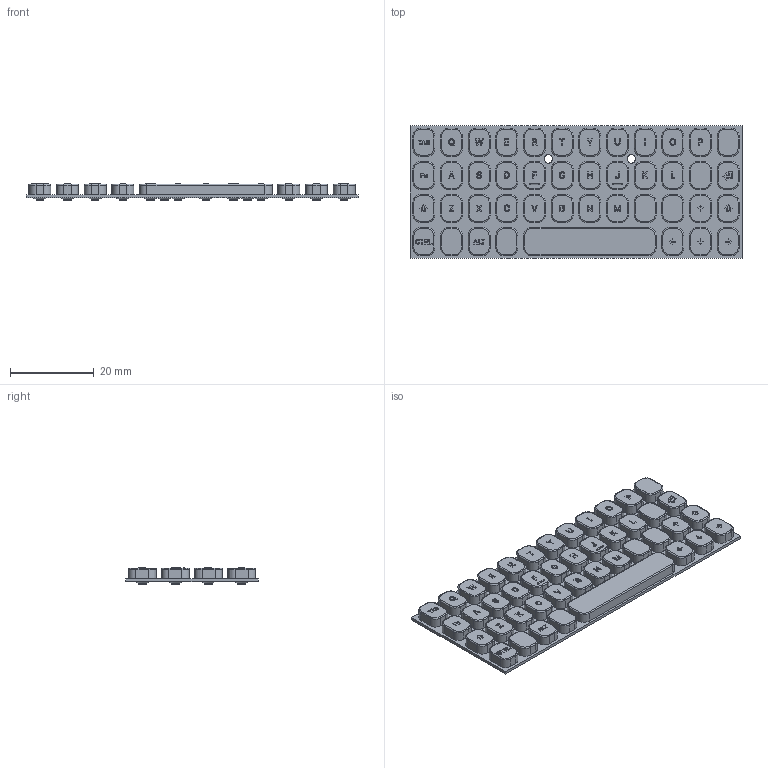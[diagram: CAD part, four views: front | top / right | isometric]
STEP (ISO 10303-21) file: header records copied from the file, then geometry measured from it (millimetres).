
FILE_DESCRIPTION(/* description */ (''),/* implementation_level */ '2;1');
FILE_NAME(/* name */ 'keyboard_4x12.step',/* time_stamp */ '2025-08-30T17:56:02+02:00',/* author */ (''),/* organization */ (''),/* preprocessor_version */ 'ST-DEVELOPER v20.1',/* originating_system */ 'Autodesk Translation Framework v14.10.0.0',/* authorisation */ '');
FILE_SCHEMA (('AUTOMOTIVE_DESIGN { 1 0 10303 214 3 1 1 }'));
Length unit declared in the file: millimetre
Products named in the file (1): Keyboard 4x12
Bounding box: 79.2 x 31.6 x 4.25 mm (x, y, z)
Volume: 5832.4 mm3; surface area: 7662.7 mm2
Topology: 46 solids, 46 shells, 1584 faces, 3794 edges, 2394 vertices
Faces by surface type: plane 778, cylinder 406, torus 176, bspline 170, cone 46, sphere 8
Full cylindrical faces by diameter (mm): 1.8 x46, 2 x2
Entity records: 47609 total; most frequent: CARTESIAN_POINT 10819, ORIENTED_EDGE 7588, DIRECTION 7494, EDGE_CURVE 3794, AXIS2_PLACEMENT_3D 2543, LINE 2408, VECTOR 2408, VERTEX_POINT 2394
